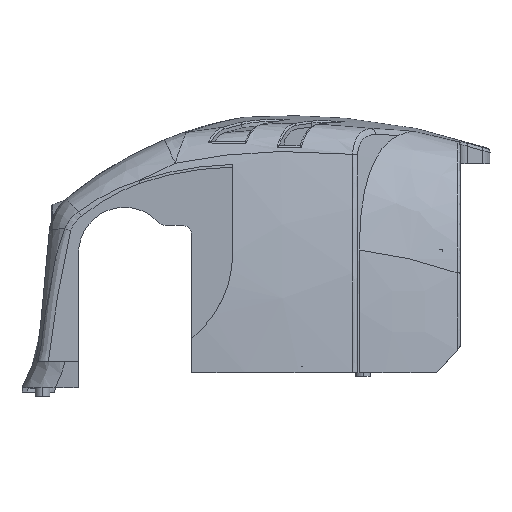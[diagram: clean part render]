
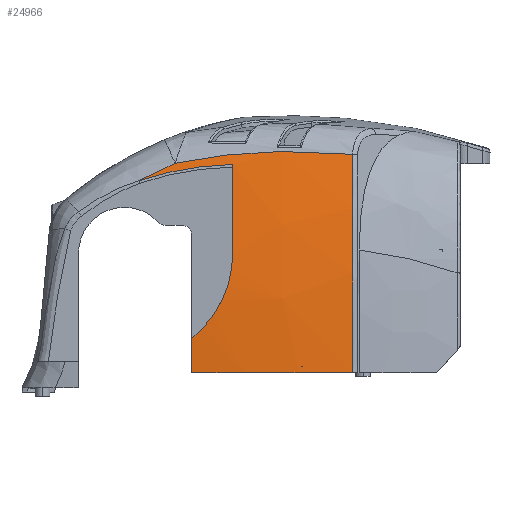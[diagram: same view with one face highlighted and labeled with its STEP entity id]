
A CAD part, left-side view. The second image highlights one B-rep face of the part: STEP entity #24966.
In plain terms, the highlighted free-form (B-spline) face has degree [3, 3] with [4, 4] control points.
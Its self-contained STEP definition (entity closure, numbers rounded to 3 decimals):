
#4971=CARTESIAN_POINT('',(-56.423,-3.81,
19.443));
#8260=CARTESIAN_POINT('',(-54.468,-61.185,
26.578));
#8273=CARTESIAN_POINT('',(-55.932,-13.543,
24.17));
#10798=CARTESIAN_POINT('',(-61.742,-61.168,-32.));
#10799=CARTESIAN_POINT('',(-61.742,-61.168,
-30.908));
#10800=CARTESIAN_POINT('',(-61.727,-61.169,
-28.598));
#10801=CARTESIAN_POINT('',(-61.643,-61.169,
-24.743));
#10802=CARTESIAN_POINT('',(-61.481,-61.169,
-20.552));
#10803=CARTESIAN_POINT('',(-61.227,-61.169,
-16.08));
#10804=CARTESIAN_POINT('',(-60.87,-61.17,
-11.397));
#10805=CARTESIAN_POINT('',(-60.389,-61.171,
-6.408));
#10806=CARTESIAN_POINT('',(-59.773,-61.173,
-1.206));
#10807=CARTESIAN_POINT('',(-59.091,-61.175,
3.632));
#10808=CARTESIAN_POINT('',(-58.407,-61.176,
7.895));
#10809=CARTESIAN_POINT('',(-57.744,-61.177,
11.63));
#10810=CARTESIAN_POINT('',(-57.06,-61.178,
15.17));
#10811=CARTESIAN_POINT('',(-56.313,-61.18,
18.75));
#10812=CARTESIAN_POINT('',(-55.48,-61.183,
22.46));
#10813=CARTESIAN_POINT('',(-54.822,-61.185,
25.175));
#10814=CARTESIAN_POINT('',(-54.468,-61.185,
26.578));
#10819=CARTESIAN_POINT('',(304.183,-30.798,-32.));
#10820=DIRECTION('',(0.,0.,-1.));
#10821=DIRECTION('',(-0.997,-0.083,0.));
#10822=AXIS2_PLACEMENT_3D('',#10819,#10820,#10821);
#10827=CARTESIAN_POINT('',(-62.598,-18.,-22.738));
#10828=CARTESIAN_POINT('',(-62.638,-18.,-23.766));
#10829=CARTESIAN_POINT('',(-62.704,-18.,-25.824));
#10830=CARTESIAN_POINT('',(-62.764,-18.,-28.912));
#10831=CARTESIAN_POINT('',(-62.777,-18.,-30.971));
#10832=CARTESIAN_POINT('',(-62.777,-18.,-32.));
#10837=CARTESIAN_POINT('',(-56.418,-29.,
23.847));
#10838=CARTESIAN_POINT('',(-56.418,-26.067,
23.786));
#10839=CARTESIAN_POINT('',(-56.418,-20.293,
23.366));
#10840=CARTESIAN_POINT('',(-56.42,-11.847,
21.881));
#10841=CARTESIAN_POINT('',(-56.422,-6.455,
20.348));
#10842=CARTESIAN_POINT('',(-56.423,-3.81,
19.443));
#10847=CARTESIAN_POINT('',(-56.423,-3.81,
19.443));
#10848=CARTESIAN_POINT('',(-56.347,-5.387,
20.326));
#10849=CARTESIAN_POINT('',(-56.188,-8.587,
21.997));
#10850=CARTESIAN_POINT('',(-56.019,-11.876,
23.478));
#10851=CARTESIAN_POINT('',(-55.932,-13.543,
24.17));
#10856=CARTESIAN_POINT('',(-55.932,-13.543,
24.17));
#10857=CARTESIAN_POINT('',(-55.928,-14.777,
24.434));
#10858=CARTESIAN_POINT('',(-55.914,-17.246,
24.925));
#10859=CARTESIAN_POINT('',(-55.88,-20.991,
25.56));
#10860=CARTESIAN_POINT('',(-55.831,-24.67,
26.083));
#10861=CARTESIAN_POINT('',(-55.767,-28.347,
26.514));
#10862=CARTESIAN_POINT('',(-55.686,-32.102,
26.862));
#10863=CARTESIAN_POINT('',(-55.584,-36.03,
27.128));
#10864=CARTESIAN_POINT('',(-55.454,-40.227,
27.307));
#10865=CARTESIAN_POINT('',(-55.288,-44.809,
27.381));
#10866=CARTESIAN_POINT('',(-55.072,-49.911,
27.317));
#10867=CARTESIAN_POINT('',(-54.79,-55.636,
27.054));
#10868=CARTESIAN_POINT('',(-54.58,-59.326,
26.758));
#10869=CARTESIAN_POINT('',(-54.468,-61.185,
26.578));
#10874=CARTESIAN_POINT('',(-60.856,-29.,0.));
#10875=CARTESIAN_POINT('',(-61.052,-29.,-1.459));
#10876=CARTESIAN_POINT('',(-61.415,-28.779,
-4.374));
#10877=CARTESIAN_POINT('',(-61.863,-27.799,
-8.636));
#10878=CARTESIAN_POINT('',(-62.207,-26.195,
-12.695));
#10879=CARTESIAN_POINT('',(-62.446,-24.004,-16.466));
#10880=CARTESIAN_POINT('',(-62.581,-21.276,
-19.866));
#10881=CARTESIAN_POINT('',(-62.603,-19.137,
-21.837));
#10882=CARTESIAN_POINT('',(-62.598,-18.,-22.738));
#10902=CARTESIAN_POINT('',(-56.418,-29.,
23.847));
#10903=CARTESIAN_POINT('',(-57.045,-29.,
21.224));
#10904=CARTESIAN_POINT('',(-58.209,-29.,
15.959));
#10905=CARTESIAN_POINT('',(-59.689,-29.,
8.004));
#10906=CARTESIAN_POINT('',(-60.497,-29.,2.673));
#10907=CARTESIAN_POINT('',(-60.856,-29.,0.));
#12332=CARTESIAN_POINT('',(-62.777,-18.,-32.));
#12334=VERTEX_POINT('',#12332);
#12357=VERTEX_POINT('',#10827);
#12724=VERTEX_POINT('',#8273);
#12768=CARTESIAN_POINT('',(-60.856,-29.,0.));
#12770=VERTEX_POINT('',#12768);
#13141=VERTEX_POINT('',#4971);
#13143=VERTEX_POINT('',#10837);
#13273=VERTEX_POINT('',#8260);
#13276=CARTESIAN_POINT('',(-61.742,-61.168,
-32.));
#13278=VERTEX_POINT('',#13276);
#24936=CARTESIAN_POINT('',(-53.817,-62.713,
28.597));
#24937=CARTESIAN_POINT('',(-59.404,-63.211,
7.065));
#24938=CARTESIAN_POINT('',(-61.979,-63.441,
-15.034));
#24939=CARTESIAN_POINT('',(-61.492,-63.398,
-37.279));
#24940=CARTESIAN_POINT('',(-56.25,-35.419,
28.597));
#24941=CARTESIAN_POINT('',(-61.875,-35.491,
7.065));
#24942=CARTESIAN_POINT('',(-64.467,-35.525,
-15.034));
#24943=CARTESIAN_POINT('',(-63.977,-35.518,
-37.279));
#24944=CARTESIAN_POINT('',(-55.56,-8.026,
28.597));
#24945=CARTESIAN_POINT('',(-61.174,-7.67,
7.065));
#24946=CARTESIAN_POINT('',(-63.761,-7.506,
-15.034));
#24947=CARTESIAN_POINT('',(-63.272,-7.537,
-37.279));
#24948=CARTESIAN_POINT('',(-51.754,19.111,
28.597));
#24949=CARTESIAN_POINT('',(-57.309,19.89,
7.065));
#24950=CARTESIAN_POINT('',(-59.869,20.249,
-15.034));
#24951=CARTESIAN_POINT('',(-59.385,20.181,
-37.279));
#24952=(BOUNDED_SURFACE()B_SPLINE_SURFACE(3,3,((#24936,#24937,#24938,#24939),(
#24940,#24941,#24942,#24943),(#24944,#24945,#24946,#24947),(#24948,#24949,
#24950,#24951)),.UNSPECIFIED.,.F.,.F.,.F.)B_SPLINE_SURFACE_WITH_KNOTS((4,4),(4,
4),(0.,1.),(0.,1.),.UNSPECIFIED.)GEOMETRIC_REPRESENTATION_ITEM()RATIONAL_B_SPLINE_SURFACE(((1.008,1.002,1.002,
1.008),(1.004,0.997,0.997,
1.004),(1.004,0.997,0.997,
1.004),(1.008,1.002,1.002,
1.008)))REPRESENTATION_ITEM('')SURFACE());
#24953=ORIENTED_EDGE('',*,*,#24905,.F.);
#24954=ORIENTED_EDGE('',*,*,#19359,.T.);
#24955=ORIENTED_EDGE('',*,*,#19378,.F.);
#24957=ORIENTED_EDGE('',*,*,#24956,.F.);
#24959=ORIENTED_EDGE('',*,*,#24958,.F.);
#24961=ORIENTED_EDGE('',*,*,#24960,.T.);
#24962=ORIENTED_EDGE('',*,*,#17961,.T.);
#24963=ORIENTED_EDGE('',*,*,#21793,.T.);
#24964=EDGE_LOOP('',(#24953,#24954,#24955,#24957,#24959,#24961,#24962,#24963));
#24965=FACE_OUTER_BOUND('',#24964,.F.);
#24966=ADVANCED_FACE('',(#24965),#24952,.T.);
#10815=B_SPLINE_CURVE_WITH_KNOTS('',3,(#10798,#10799,#10800,#10801,#10802,
#10803,#10804,#10805,#10806,#10807,#10808,#10809,#10810,#10811,#10812,#10813,
#10814),.UNSPECIFIED.,.F.,.F.,(4,1,1,1,1,1,1,1,1,1,1,1,1,1,4),(0.,
0.071,0.143,0.214,0.286,
0.357,0.429,0.5,0.571,0.643,
0.714,0.786,0.857,0.929,1.),
.UNSPECIFIED.);
#10823=CIRCLE('',#10822,367.183);
#10833=B_SPLINE_CURVE_WITH_KNOTS('',3,(#10827,#10828,#10829,#10830,#10831,
#10832),.UNSPECIFIED.,.F.,.F.,(4,1,1,4),(0.,0.333,
0.667,1.),.UNSPECIFIED.);
#10843=B_SPLINE_CURVE_WITH_KNOTS('',3,(#10837,#10838,#10839,#10840,#10841,
#10842),.UNSPECIFIED.,.F.,.F.,(4,1,1,4),(0.,0.333,
0.667,1.),.UNSPECIFIED.);
#10852=B_SPLINE_CURVE_WITH_KNOTS('',3,(#10847,#10848,#10849,#10850,#10851),
.UNSPECIFIED.,.F.,.F.,(4,1,4),(0.,0.5,1.),.UNSPECIFIED.);
#10870=B_SPLINE_CURVE_WITH_KNOTS('',3,(#10856,#10857,#10858,#10859,#10860,
#10861,#10862,#10863,#10864,#10865,#10866,#10867,#10868,#10869),.UNSPECIFIED.,
.F.,.F.,(4,1,1,1,1,1,1,1,1,1,1,4),(0.,0.091,0.182,
0.273,0.364,0.455,0.545,
0.636,0.727,0.818,0.909,1.),
.UNSPECIFIED.);
#10883=B_SPLINE_CURVE_WITH_KNOTS('',3,(#10874,#10875,#10876,#10877,#10878,
#10879,#10880,#10881,#10882),.UNSPECIFIED.,.F.,.F.,(4,1,1,1,1,1,4),(0.,
0.167,0.333,0.5,0.667,0.833,
1.),.UNSPECIFIED.);
#10908=B_SPLINE_CURVE_WITH_KNOTS('',3,(#10902,#10903,#10904,#10905,#10906,
#10907),.UNSPECIFIED.,.F.,.F.,(4,1,1,4),(0.,0.333,
0.667,1.),.UNSPECIFIED.);
#17961=EDGE_CURVE('',#13141,#12724,#10852,.T.);
#19359=EDGE_CURVE('',#13278,#12334,#10823,.T.);
#19378=EDGE_CURVE('',#12357,#12334,#10833,.T.);
#21793=EDGE_CURVE('',#12724,#13273,#10870,.T.);
#24905=EDGE_CURVE('',#13278,#13273,#10815,.T.);
#24956=EDGE_CURVE('',#12770,#12357,#10883,.T.);
#24958=EDGE_CURVE('',#13143,#12770,#10908,.T.);
#24960=EDGE_CURVE('',#13143,#13141,#10843,.T.);
